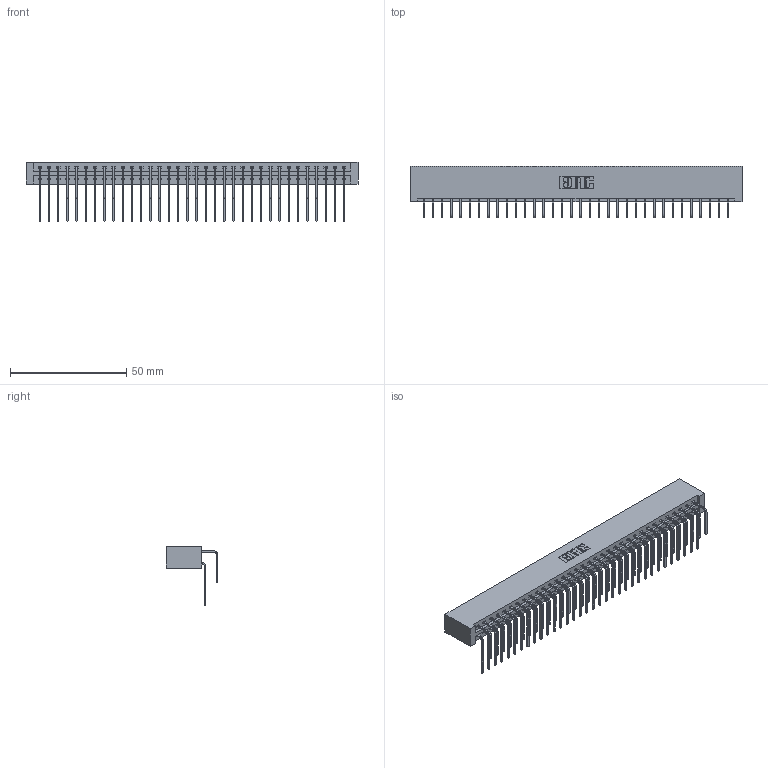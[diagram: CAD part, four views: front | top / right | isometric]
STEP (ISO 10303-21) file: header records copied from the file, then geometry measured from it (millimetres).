
FILE_DESCRIPTION (( 'STEP AP203' ), '1' );
FILE_NAME ('337-068-558-201.STEP', '2018-08-11T10:48:04', ( '' ), ( '' ), 'SwSTEP 2.0', 'SolidWorks 2016', '' );
FILE_SCHEMA (( 'CONFIG_CONTROL_DESIGN' ));
Length unit declared in the file: inch
Products named in the file (4): 345-292-001_558 559 Tail - 1; 345-292-001_558 Tail - 2; 337-068-558-201; 337 Part_No Mounting Lugs
Assembly tree (69 placements, depth 2):
  337-068-558-201
    337 Part_No Mounting Lugs
    345-292-001_558 559 Tail - 1  x34
    345-292-001_558 Tail - 2  x34
Bounding box: 142.6 x 22.17 x 25.53 mm (x, y, z)
Volume: 16074.4 mm3; surface area: 20120.2 mm2
Topology: 69 solids, 69 shells, 3914 faces, 11643 edges, 7670 vertices
Faces by surface type: plane 2786, cylinder 1128
Entity records: 28903 total; most frequent: CARTESIAN_POINT 4921, ORIENTED_EDGE 4806, DIRECTION 4175, EDGE_CURVE 2403, VECTOR 2243, LINE 2243, VERTEX_POINT 1598, AXIS2_PLACEMENT_3D 966
